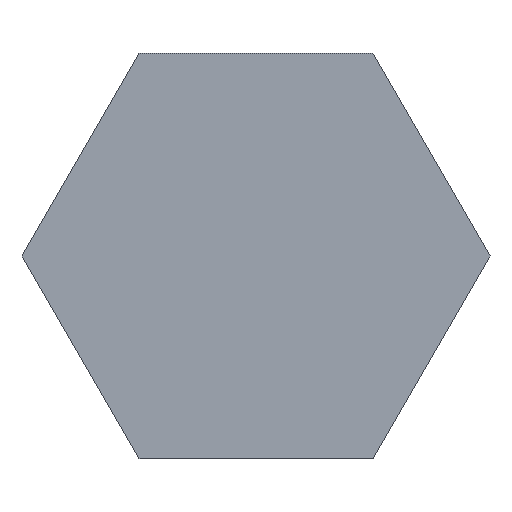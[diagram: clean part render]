
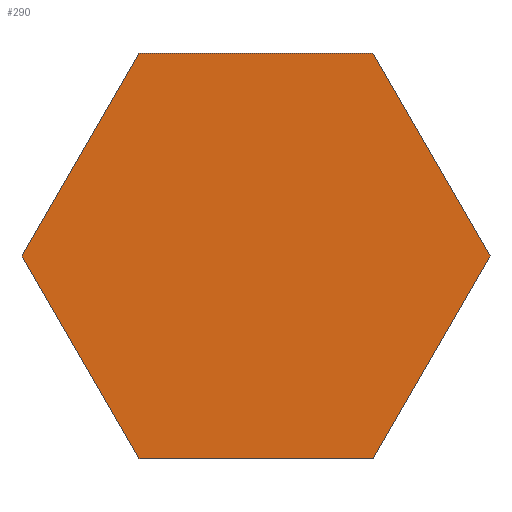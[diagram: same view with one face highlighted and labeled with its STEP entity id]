
A CAD part, front view. The second image highlights one B-rep face of the part: STEP entity #290.
In plain terms, the highlighted planar face has unit normal (0, -1, 0).
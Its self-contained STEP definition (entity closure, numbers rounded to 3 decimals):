
#38 = AXIS2_PLACEMENT_3D ( 'NONE', #2916, #1872, #1861 ) ;
#127 = EDGE_LOOP ( 'NONE', ( #1414, #489, #974, #1543, #1013, #400 ) ) ;
#180 = LINE ( 'NONE', #1746, #2459 ) ;
#279 = LINE ( 'NONE', #2076, #1757 ) ;
#290 = ADVANCED_FACE ( 'NONE', ( #1411 ), #2081, .T. ) ;
#337 = VERTEX_POINT ( 'NONE', #1413 ) ;
#341 = CARTESIAN_POINT ( 'NONE',  ( 334.682, 79.407, -2.167 ) ) ;
#400 = ORIENTED_EDGE ( 'NONE', *, *, #427, .T. ) ;
#413 = VECTOR ( 'NONE', #2894, 1000. ) ;
#427 = EDGE_CURVE ( 'NONE', #1063, #920, #279, .T. ) ;
#459 = CARTESIAN_POINT ( 'NONE',  ( 339.081, 79.407, 0.373 ) ) ;
#489 = ORIENTED_EDGE ( 'NONE', *, *, #2398, .T. ) ;
#623 = CARTESIAN_POINT ( 'NONE',  ( 334.682, 79.407, 0.373 ) ) ;
#649 = VERTEX_POINT ( 'NONE', #1969 ) ;
#723 = DIRECTION ( 'NONE',  ( 0., 0., -1. ) ) ;
#920 = VERTEX_POINT ( 'NONE', #3069 ) ;
#974 = ORIENTED_EDGE ( 'NONE', *, *, #2082, .T. ) ;
#1013 = ORIENTED_EDGE ( 'NONE', *, *, #1981, .T. ) ;
#1032 = LINE ( 'NONE', #3332, #2408 ) ;
#1063 = VERTEX_POINT ( 'NONE', #341 ) ;
#1201 = EDGE_CURVE ( 'NONE', #337, #1205, #1230, .T. ) ;
#1205 = VERTEX_POINT ( 'NONE', #623 ) ;
#1230 = LINE ( 'NONE', #3298, #413 ) ;
#1411 = FACE_OUTER_BOUND ( 'NONE', #127, .T. ) ;
#1413 = CARTESIAN_POINT ( 'NONE',  ( 336.881, 79.407, 1.643 ) ) ;
#1414 = ORIENTED_EDGE ( 'NONE', *, *, #1728, .T. ) ;
#1448 = DIRECTION ( 'NONE',  ( 0., 0., 1. ) ) ;
#1543 = ORIENTED_EDGE ( 'NONE', *, *, #1201, .T. ) ;
#1567 = VECTOR ( 'NONE', #1448, 1000. ) ;
#1728 = EDGE_CURVE ( 'NONE', #920, #1805, #180, .T. ) ;
#1746 = CARTESIAN_POINT ( 'NONE',  ( 336.881, 79.407, -3.437 ) ) ;
#1757 = VECTOR ( 'NONE', #2229, 1000. ) ;
#1805 = VERTEX_POINT ( 'NONE', #2020 ) ;
#1861 = DIRECTION ( 'NONE',  ( 0., 0., -1. ) ) ;
#1872 = DIRECTION ( 'NONE',  ( 0., -1., 0. ) ) ;
#1969 = CARTESIAN_POINT ( 'NONE',  ( 339.081, 79.407, 0.373 ) ) ;
#1981 = EDGE_CURVE ( 'NONE', #1205, #1063, #1032, .T. ) ;
#2020 = CARTESIAN_POINT ( 'NONE',  ( 339.081, 79.407, -2.167 ) ) ;
#2076 = CARTESIAN_POINT ( 'NONE',  ( 334.682, 79.407, -2.167 ) ) ;
#2081 = PLANE ( 'NONE',  #38 ) ;
#2082 = EDGE_CURVE ( 'NONE', #649, #337, #2930, .T. ) ;
#2229 = DIRECTION ( 'NONE',  ( 0.866, 0., -0.5 ) ) ;
#2254 = VECTOR ( 'NONE', #3157, 1000. ) ;
#2320 = LINE ( 'NONE', #2780, #1567 ) ;
#2398 = EDGE_CURVE ( 'NONE', #1805, #649, #2320, .T. ) ;
#2408 = VECTOR ( 'NONE', #723, 1000. ) ;
#2459 = VECTOR ( 'NONE', #3034, 1000. ) ;
#2780 = CARTESIAN_POINT ( 'NONE',  ( 339.081, 79.407, -2.167 ) ) ;
#2894 = DIRECTION ( 'NONE',  ( -0.866, 0., -0.5 ) ) ;
#2916 = CARTESIAN_POINT ( 'NONE',  ( 339.081, 79.407, -2.167 ) ) ;
#2930 = LINE ( 'NONE', #459, #2254 ) ;
#3034 = DIRECTION ( 'NONE',  ( 0.866, 0., 0.5 ) ) ;
#3069 = CARTESIAN_POINT ( 'NONE',  ( 336.881, 79.407, -3.437 ) ) ;
#3157 = DIRECTION ( 'NONE',  ( -0.866, 0., 0.5 ) ) ;
#3298 = CARTESIAN_POINT ( 'NONE',  ( 336.881, 79.407, 1.643 ) ) ;
#3332 = CARTESIAN_POINT ( 'NONE',  ( 334.682, 79.407, 0.373 ) ) ;
